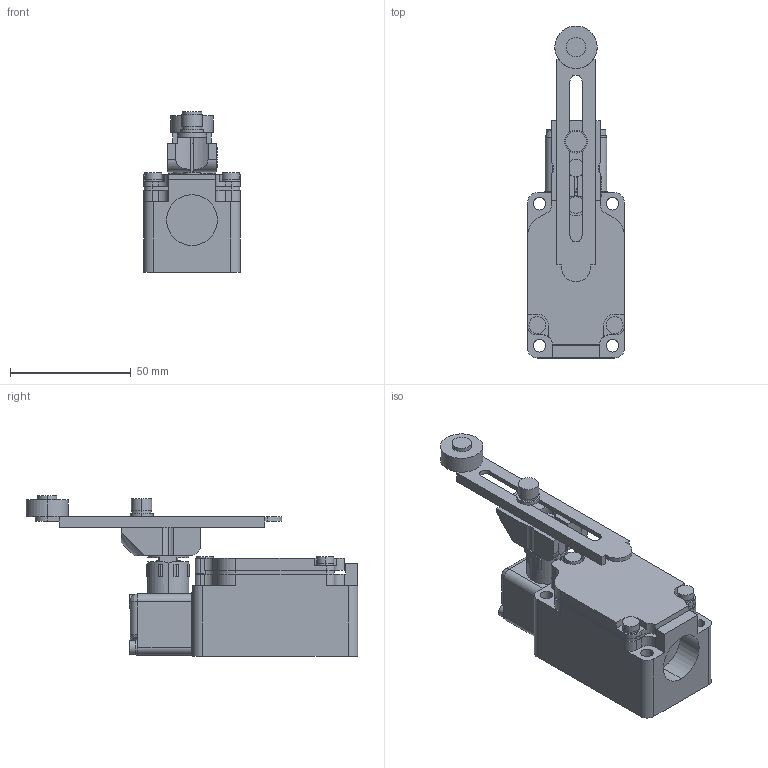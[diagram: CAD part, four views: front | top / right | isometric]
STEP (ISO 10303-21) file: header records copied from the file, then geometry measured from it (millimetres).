
FILE_DESCRIPTION (( 'STEP AP214' ), '1' );
FILE_NAME ('LIMSW-5108HT_3D.step', '2023-09-20T22:21:23', ( '' ), ( '' ), 'SwSTEP 2.0', 'SolidWorks 2022', '' );
FILE_SCHEMA (( 'AUTOMOTIVE_DESIGN' ));
Length unit declared in the file: inch
Products named in the file (7): WLCA12_N_MOTION; WLCA12_N_BASE; WLCA12_N_LEVER; WLCA12_N_PLATE; WLCA12_N_HEAD; LIMSW-5108HT_3D; WLCA12_N_ACTUATOR
Assembly tree (6 placements, depth 3):
  LIMSW-5108HT_3D
    WLCA12_N_LEVER
      WLCA12_N_ACTUATOR
      WLCA12_N_MOTION
    WLCA12_N_HEAD
    WLCA12_N_PLATE
    WLCA12_N_BASE
Bounding box: 40 x 137.15 x 66.4 mm (x, y, z)
Volume: 130553.9 mm3; surface area: 31013.9 mm2
Topology: 5 solids, 5 shells, 361 faces, 898 edges, 592 vertices
Faces by surface type: plane 205, cylinder 147, bspline 9
Entity records: 11387 total; most frequent: CARTESIAN_POINT 2195, DIRECTION 1930, ORIENTED_EDGE 1796, EDGE_CURVE 898, AXIS2_PLACEMENT_3D 682, VERTEX_POINT 592, LINE 566, VECTOR 566
